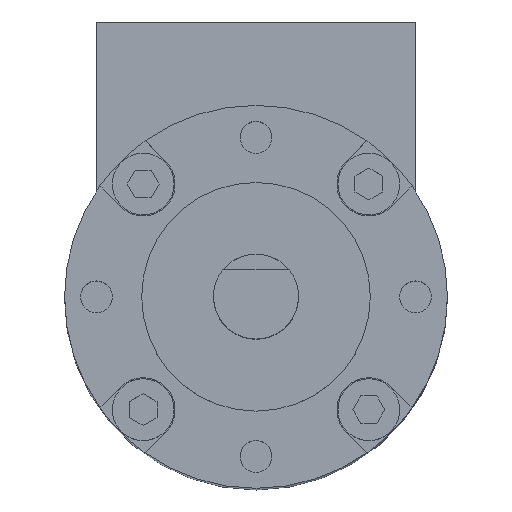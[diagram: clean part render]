
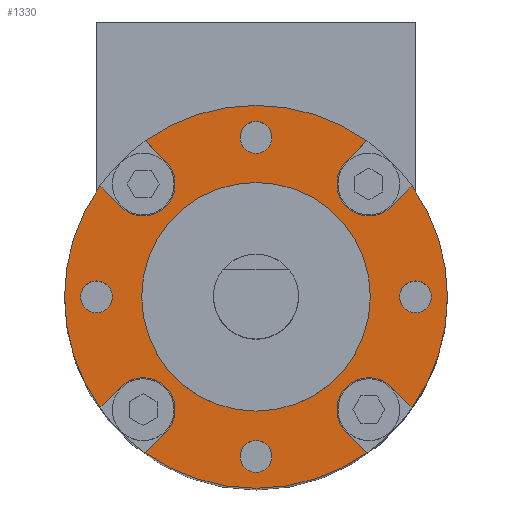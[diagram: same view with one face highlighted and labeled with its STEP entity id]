
A CAD part, top view. The second image highlights one B-rep face of the part: STEP entity #1330.
In plain terms, the highlighted planar face has unit normal (0, 0, 1).
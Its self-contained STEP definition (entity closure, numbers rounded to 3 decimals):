
#52=CARTESIAN_POINT('',(0.,0.,-2.));
#53=DIRECTION('',(0.,0.,-1.));
#54=DIRECTION('',(0.,1.,0.));
#55=AXIS2_PLACEMENT_3D('',#52,#53,#54);
#61=CARTESIAN_POINT('',(0.,-15.,-2.));
#62=DIRECTION('',(0.,0.,1.));
#63=DIRECTION('',(-1.,0.,0.));
#64=AXIS2_PLACEMENT_3D('',#61,#62,#63);
#66=CARTESIAN_POINT('',(0.,-15.,-2.));
#67=DIRECTION('',(0.,0.,1.));
#68=DIRECTION('',(1.,0.,0.));
#69=AXIS2_PLACEMENT_3D('',#66,#67,#68);
#71=CARTESIAN_POINT('',(15.,0.,-2.));
#72=DIRECTION('',(0.,0.,1.));
#73=DIRECTION('',(-1.,0.,0.));
#74=AXIS2_PLACEMENT_3D('',#71,#72,#73);
#76=CARTESIAN_POINT('',(15.,0.,-2.));
#77=DIRECTION('',(0.,0.,1.));
#78=DIRECTION('',(1.,0.,0.));
#79=AXIS2_PLACEMENT_3D('',#76,#77,#78);
#81=CARTESIAN_POINT('',(0.,15.,-2.));
#82=DIRECTION('',(0.,0.,1.));
#83=DIRECTION('',(-1.,0.,0.));
#84=AXIS2_PLACEMENT_3D('',#81,#82,#83);
#86=CARTESIAN_POINT('',(0.,15.,-2.));
#87=DIRECTION('',(0.,0.,1.));
#88=DIRECTION('',(1.,0.,0.));
#89=AXIS2_PLACEMENT_3D('',#86,#87,#88);
#91=CARTESIAN_POINT('',(-15.,0.,-2.));
#92=DIRECTION('',(0.,0.,1.));
#93=DIRECTION('',(-1.,0.,0.));
#94=AXIS2_PLACEMENT_3D('',#91,#92,#93);
#96=CARTESIAN_POINT('',(-15.,0.,-2.));
#97=DIRECTION('',(0.,0.,1.));
#98=DIRECTION('',(1.,0.,0.));
#99=AXIS2_PLACEMENT_3D('',#96,#97,#98);
#101=CARTESIAN_POINT('',(-10.607,10.607,-2.));
#102=DIRECTION('',(0.,0.,1.));
#103=DIRECTION('',(-0.707,-0.707,0.));
#104=AXIS2_PLACEMENT_3D('',#101,#102,#103);
#106=DIRECTION('',(-0.707,0.707,0.));
#107=VECTOR('',#106,2.748);
#108=CARTESIAN_POINT('',(-8.485,12.728,-2.));
#109=LINE('',#108,#107);
#110=CARTESIAN_POINT('',(0.,0.,-2.));
#111=DIRECTION('',(0.,0.,-1.));
#112=DIRECTION('',(-0.579,0.815,0.));
#113=AXIS2_PLACEMENT_3D('',#110,#111,#112);
#115=DIRECTION('',(-0.707,-0.707,0.));
#116=VECTOR('',#115,2.748);
#117=CARTESIAN_POINT('',(10.429,14.671,-2.));
#118=LINE('',#117,#116);
#119=CARTESIAN_POINT('',(10.607,10.607,-2.));
#120=DIRECTION('',(0.,0.,1.));
#121=DIRECTION('',(-0.707,0.707,0.));
#122=AXIS2_PLACEMENT_3D('',#119,#120,#121);
#124=DIRECTION('',(0.707,0.707,0.));
#125=VECTOR('',#124,2.748);
#126=CARTESIAN_POINT('',(12.728,8.485,-2.));
#127=LINE('',#126,#125);
#128=CARTESIAN_POINT('',(0.,0.,-2.));
#129=DIRECTION('',(0.,0.,-1.));
#130=DIRECTION('',(0.815,0.579,0.));
#131=AXIS2_PLACEMENT_3D('',#128,#129,#130);
#133=CARTESIAN_POINT('',(0.,0.,-2.));
#134=DIRECTION('',(0.,0.,-1.));
#135=DIRECTION('',(1.,0.,0.));
#136=AXIS2_PLACEMENT_3D('',#133,#134,#135);
#138=DIRECTION('',(-0.707,0.707,0.));
#139=VECTOR('',#138,2.748);
#140=CARTESIAN_POINT('',(14.671,-10.429,-2.));
#141=LINE('',#140,#139);
#142=CARTESIAN_POINT('',(10.607,-10.607,-2.));
#143=DIRECTION('',(0.,0.,1.));
#144=DIRECTION('',(0.707,0.707,0.));
#145=AXIS2_PLACEMENT_3D('',#142,#143,#144);
#147=DIRECTION('',(0.707,-0.707,0.));
#148=VECTOR('',#147,2.748);
#149=CARTESIAN_POINT('',(8.485,-12.728,-2.));
#150=LINE('',#149,#148);
#151=CARTESIAN_POINT('',(0.,0.,-2.));
#152=DIRECTION('',(0.,0.,-1.));
#153=DIRECTION('',(0.579,-0.815,0.));
#154=AXIS2_PLACEMENT_3D('',#151,#152,#153);
#156=DIRECTION('',(0.707,0.707,0.));
#157=VECTOR('',#156,2.748);
#158=CARTESIAN_POINT('',(-10.429,-14.671,-2.));
#159=LINE('',#158,#157);
#160=CARTESIAN_POINT('',(-10.607,-10.607,-2.));
#161=DIRECTION('',(0.,0.,1.));
#162=DIRECTION('',(0.707,-0.707,0.));
#163=AXIS2_PLACEMENT_3D('',#160,#161,#162);
#165=DIRECTION('',(-0.707,-0.707,0.));
#166=VECTOR('',#165,2.748);
#167=CARTESIAN_POINT('',(-12.728,-8.485,-2.));
#168=LINE('',#167,#166);
#169=CARTESIAN_POINT('',(0.,0.,-2.));
#170=DIRECTION('',(0.,0.,-1.));
#171=DIRECTION('',(-0.815,-0.579,0.));
#172=AXIS2_PLACEMENT_3D('',#169,#170,#171);
#174=CARTESIAN_POINT('',(0.,0.,-2.));
#175=DIRECTION('',(0.,0.,-1.));
#176=DIRECTION('',(-1.,0.,0.));
#177=AXIS2_PLACEMENT_3D('',#174,#175,#176);
#179=DIRECTION('',(0.707,-0.707,0.));
#180=VECTOR('',#179,2.748);
#181=CARTESIAN_POINT('',(-14.671,10.429,-2.));
#182=LINE('',#181,#180);
#183=CARTESIAN_POINT('',(0.,0.,-2.));
#184=DIRECTION('',(0.,0.,-1.));
#185=DIRECTION('',(0.,-1.,0.));
#186=AXIS2_PLACEMENT_3D('',#183,#184,#185);
#923=CARTESIAN_POINT('',(18.,0.,-2.));
#924=VERTEX_POINT('',#923);
#925=CARTESIAN_POINT('',(-18.,0.,-2.));
#926=VERTEX_POINT('',#925);
#927=CARTESIAN_POINT('',(0.,10.75,-2.));
#928=CARTESIAN_POINT('',(0.,-10.75,-2.));
#929=VERTEX_POINT('',#927);
#930=VERTEX_POINT('',#928);
#947=CARTESIAN_POINT('',(-1.5,-15.,-2.));
#948=CARTESIAN_POINT('',(1.5,-15.,-2.));
#949=VERTEX_POINT('',#947);
#950=VERTEX_POINT('',#948);
#951=CARTESIAN_POINT('',(13.5,0.,-2.));
#952=CARTESIAN_POINT('',(16.5,0.,-2.));
#953=VERTEX_POINT('',#951);
#954=VERTEX_POINT('',#952);
#955=CARTESIAN_POINT('',(-1.5,15.,-2.));
#956=CARTESIAN_POINT('',(1.5,15.,-2.));
#957=VERTEX_POINT('',#955);
#958=VERTEX_POINT('',#956);
#959=CARTESIAN_POINT('',(-16.5,0.,-2.));
#960=CARTESIAN_POINT('',(-13.5,0.,-2.));
#961=VERTEX_POINT('',#959);
#962=VERTEX_POINT('',#960);
#979=CARTESIAN_POINT('',(-12.728,8.485,-2.));
#980=CARTESIAN_POINT('',(-8.485,12.728,-2.));
#981=VERTEX_POINT('',#979);
#982=VERTEX_POINT('',#980);
#983=CARTESIAN_POINT('',(-10.429,14.671,-2.));
#984=VERTEX_POINT('',#983);
#985=CARTESIAN_POINT('',(-14.671,10.429,-2.));
#986=VERTEX_POINT('',#985);
#987=CARTESIAN_POINT('',(-8.485,-12.728,-2.));
#988=CARTESIAN_POINT('',(-12.728,-8.485,-2.));
#989=VERTEX_POINT('',#987);
#990=VERTEX_POINT('',#988);
#991=CARTESIAN_POINT('',(-14.671,-10.429,-2.));
#992=VERTEX_POINT('',#991);
#993=CARTESIAN_POINT('',(-10.429,-14.671,-2.));
#994=VERTEX_POINT('',#993);
#995=CARTESIAN_POINT('',(12.728,-8.485,-2.));
#996=CARTESIAN_POINT('',(8.485,-12.728,-2.));
#997=VERTEX_POINT('',#995);
#998=VERTEX_POINT('',#996);
#999=CARTESIAN_POINT('',(10.429,-14.671,-2.));
#1000=VERTEX_POINT('',#999);
#1001=CARTESIAN_POINT('',(14.671,-10.429,-2.));
#1002=VERTEX_POINT('',#1001);
#1003=CARTESIAN_POINT('',(8.485,12.728,-2.));
#1004=CARTESIAN_POINT('',(12.728,8.485,-2.));
#1005=VERTEX_POINT('',#1003);
#1006=VERTEX_POINT('',#1004);
#1007=CARTESIAN_POINT('',(14.671,10.429,-2.));
#1008=VERTEX_POINT('',#1007);
#1009=CARTESIAN_POINT('',(10.429,14.671,-2.));
#1010=VERTEX_POINT('',#1009);
#1258=CARTESIAN_POINT('',(0.,0.,-2.));
#1259=DIRECTION('',(0.,0.,-1.));
#1260=DIRECTION('',(1.,0.,0.));
#1261=AXIS2_PLACEMENT_3D('',#1258,#1259,#1260);
#1262=PLANE('',#1261);
#1264=ORIENTED_EDGE('',*,*,#1263,.T.);
#1266=ORIENTED_EDGE('',*,*,#1265,.T.);
#1268=ORIENTED_EDGE('',*,*,#1267,.T.);
#1270=ORIENTED_EDGE('',*,*,#1269,.T.);
#1272=ORIENTED_EDGE('',*,*,#1271,.T.);
#1274=ORIENTED_EDGE('',*,*,#1273,.T.);
#1276=ORIENTED_EDGE('',*,*,#1275,.T.);
#1278=ORIENTED_EDGE('',*,*,#1277,.T.);
#1280=ORIENTED_EDGE('',*,*,#1279,.T.);
#1282=ORIENTED_EDGE('',*,*,#1281,.T.);
#1284=ORIENTED_EDGE('',*,*,#1283,.T.);
#1286=ORIENTED_EDGE('',*,*,#1285,.T.);
#1288=ORIENTED_EDGE('',*,*,#1287,.T.);
#1290=ORIENTED_EDGE('',*,*,#1289,.T.);
#1292=ORIENTED_EDGE('',*,*,#1291,.T.);
#1294=ORIENTED_EDGE('',*,*,#1293,.T.);
#1296=ORIENTED_EDGE('',*,*,#1295,.T.);
#1298=ORIENTED_EDGE('',*,*,#1297,.T.);
#1299=EDGE_LOOP('',(#1264,#1266,#1268,#1270,#1272,#1274,#1276,#1278,#1280,#1282,
#1284,#1286,#1288,#1290,#1292,#1294,#1296,#1298));
#1300=FACE_OUTER_BOUND('',#1299,.F.);
#1302=ORIENTED_EDGE('',*,*,#1301,.T.);
#1304=ORIENTED_EDGE('',*,*,#1303,.T.);
#1305=EDGE_LOOP('',(#1302,#1304));
#1306=FACE_BOUND('',#1305,.F.);
#1308=ORIENTED_EDGE('',*,*,#1307,.T.);
#1310=ORIENTED_EDGE('',*,*,#1309,.T.);
#1311=EDGE_LOOP('',(#1308,#1310));
#1312=FACE_BOUND('',#1311,.F.);
#1314=ORIENTED_EDGE('',*,*,#1313,.T.);
#1316=ORIENTED_EDGE('',*,*,#1315,.T.);
#1317=EDGE_LOOP('',(#1314,#1316));
#1318=FACE_BOUND('',#1317,.F.);
#1320=ORIENTED_EDGE('',*,*,#1319,.T.);
#1322=ORIENTED_EDGE('',*,*,#1321,.T.);
#1323=EDGE_LOOP('',(#1320,#1322));
#1324=FACE_BOUND('',#1323,.F.);
#1325=ORIENTED_EDGE('',*,*,#1248,.F.);
#1327=ORIENTED_EDGE('',*,*,#1326,.F.);
#1328=EDGE_LOOP('',(#1325,#1327));
#1329=FACE_BOUND('',#1328,.F.);
#1330=ADVANCED_FACE('',(#1300,#1306,#1312,#1318,#1324,#1329),#1262,.F.);
#56=CIRCLE('',#55,10.75);
#65=CIRCLE('',#64,1.5);
#70=CIRCLE('',#69,1.5);
#75=CIRCLE('',#74,1.5);
#80=CIRCLE('',#79,1.5);
#85=CIRCLE('',#84,1.5);
#90=CIRCLE('',#89,1.5);
#95=CIRCLE('',#94,1.5);
#100=CIRCLE('',#99,1.5);
#105=CIRCLE('',#104,3.);
#114=CIRCLE('',#113,18.);
#123=CIRCLE('',#122,3.);
#132=CIRCLE('',#131,18.);
#137=CIRCLE('',#136,18.);
#146=CIRCLE('',#145,3.);
#155=CIRCLE('',#154,18.);
#164=CIRCLE('',#163,3.);
#173=CIRCLE('',#172,18.);
#178=CIRCLE('',#177,18.);
#187=CIRCLE('',#186,10.75);
#1248=EDGE_CURVE('',#929,#930,#56,.T.);
#1263=EDGE_CURVE('',#981,#982,#105,.T.);
#1265=EDGE_CURVE('',#982,#984,#109,.T.);
#1267=EDGE_CURVE('',#984,#1010,#114,.T.);
#1269=EDGE_CURVE('',#1010,#1005,#118,.T.);
#1271=EDGE_CURVE('',#1005,#1006,#123,.T.);
#1273=EDGE_CURVE('',#1006,#1008,#127,.T.);
#1275=EDGE_CURVE('',#1008,#924,#132,.T.);
#1277=EDGE_CURVE('',#924,#1002,#137,.T.);
#1279=EDGE_CURVE('',#1002,#997,#141,.T.);
#1281=EDGE_CURVE('',#997,#998,#146,.T.);
#1283=EDGE_CURVE('',#998,#1000,#150,.T.);
#1285=EDGE_CURVE('',#1000,#994,#155,.T.);
#1287=EDGE_CURVE('',#994,#989,#159,.T.);
#1289=EDGE_CURVE('',#989,#990,#164,.T.);
#1291=EDGE_CURVE('',#990,#992,#168,.T.);
#1293=EDGE_CURVE('',#992,#926,#173,.T.);
#1295=EDGE_CURVE('',#926,#986,#178,.T.);
#1297=EDGE_CURVE('',#986,#981,#182,.T.);
#1301=EDGE_CURVE('',#949,#950,#65,.T.);
#1303=EDGE_CURVE('',#950,#949,#70,.T.);
#1307=EDGE_CURVE('',#953,#954,#75,.T.);
#1309=EDGE_CURVE('',#954,#953,#80,.T.);
#1313=EDGE_CURVE('',#957,#958,#85,.T.);
#1315=EDGE_CURVE('',#958,#957,#90,.T.);
#1319=EDGE_CURVE('',#961,#962,#95,.T.);
#1321=EDGE_CURVE('',#962,#961,#100,.T.);
#1326=EDGE_CURVE('',#930,#929,#187,.T.);
